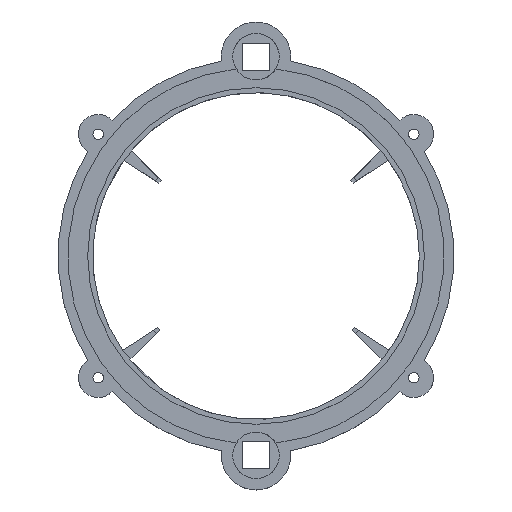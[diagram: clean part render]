
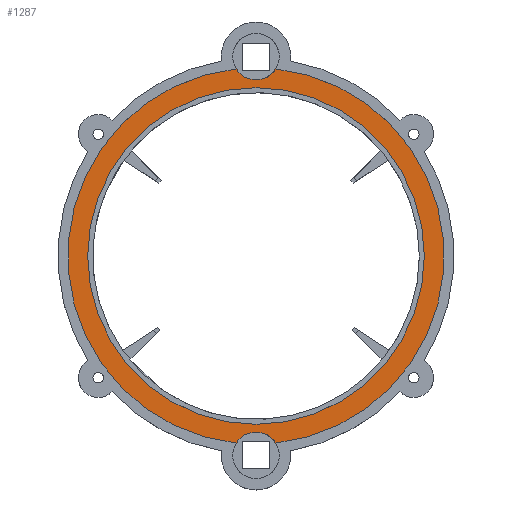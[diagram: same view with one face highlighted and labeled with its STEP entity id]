
A CAD part, top view. The second image highlights one B-rep face of the part: STEP entity #1287.
In plain terms, the highlighted planar face has unit normal (0, 0, 1).
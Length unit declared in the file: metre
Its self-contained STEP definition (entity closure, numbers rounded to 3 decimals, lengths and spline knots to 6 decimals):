
#47=CIRCLE('',#1327,0.034);
#80=CIRCLE('',#1376,0.0047);
#82=CIRCLE('',#1379,0.0047);
#97=CIRCLE('',#1432,0.038);
#98=CIRCLE('',#1433,0.038);
#394=ORIENTED_EDGE('',*,*,#474,.F.);
#395=ORIENTED_EDGE('',*,*,#520,.T.);
#396=ORIENTED_EDGE('',*,*,#614,.T.);
#397=ORIENTED_EDGE('',*,*,#524,.F.);
#398=ORIENTED_EDGE('',*,*,#615,.T.);
#474=EDGE_CURVE('',#647,#647,#47,.T.);
#520=EDGE_CURVE('',#684,#683,#80,.F.);
#524=EDGE_CURVE('',#686,#688,#82,.T.);
#614=EDGE_CURVE('',#683,#688,#97,.T.);
#615=EDGE_CURVE('',#686,#684,#98,.T.);
#647=VERTEX_POINT('',#1883);
#683=VERTEX_POINT('',#1980);
#684=VERTEX_POINT('',#1982);
#686=VERTEX_POINT('',#1988);
#688=VERTEX_POINT('',#1991);
#1063=EDGE_LOOP('',(#394));
#1064=EDGE_LOOP('',(#395,#396,#397,#398));
#1167=FACE_BOUND('',#1063,.T.);
#1168=FACE_BOUND('',#1064,.T.);
#1217=PLANE('',#1431);
#1287=ADVANCED_FACE('',(#1167,#1168),#1217,.T.);
#1327=AXIS2_PLACEMENT_3D('',#1882,#1491,#1492);
#1376=AXIS2_PLACEMENT_3D('',#1981,#1602,#1603);
#1379=AXIS2_PLACEMENT_3D('',#1990,#1610,#1611);
#1431=AXIS2_PLACEMENT_3D('',#2174,#1789,#1790);
#1432=AXIS2_PLACEMENT_3D('',#2175,#1791,#1792);
#1433=AXIS2_PLACEMENT_3D('',#2176,#1793,#1794);
#1491=DIRECTION('',(0.,0.,1.));
#1492=DIRECTION('',(1.,0.,0.));
#1602=DIRECTION('',(0.,0.,1.));
#1603=DIRECTION('',(1.,0.,0.));
#1610=DIRECTION('',(0.,0.,1.));
#1611=DIRECTION('',(1.,0.,0.));
#1789=DIRECTION('',(0.,0.,1.));
#1790=DIRECTION('',(1.,0.,0.));
#1791=DIRECTION('',(0.,0.,1.));
#1792=DIRECTION('',(1.,0.,0.));
#1793=DIRECTION('',(0.,0.,1.));
#1794=DIRECTION('',(1.,0.,0.));
#1882=CARTESIAN_POINT('',(0.,0.,0.002));
#1883=CARTESIAN_POINT('',(0.034,0.,0.002));
#1980=CARTESIAN_POINT('',(-0.003994,0.03779,0.002));
#1981=CARTESIAN_POINT('',(0.,0.040267,0.002));
#1982=CARTESIAN_POINT('',(0.003994,0.03779,0.002));
#1988=CARTESIAN_POINT('',(0.003994,-0.03779,0.002));
#1990=CARTESIAN_POINT('',(0.,-0.040267,0.002));
#1991=CARTESIAN_POINT('',(-0.003994,-0.03779,0.002));
#2174=CARTESIAN_POINT('',(0.,0.,0.002));
#2175=CARTESIAN_POINT('',(0.,0.,0.002));
#2176=CARTESIAN_POINT('',(0.,0.,0.002));
